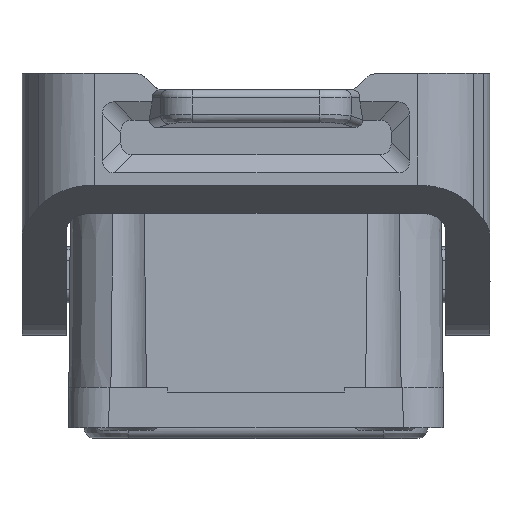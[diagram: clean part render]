
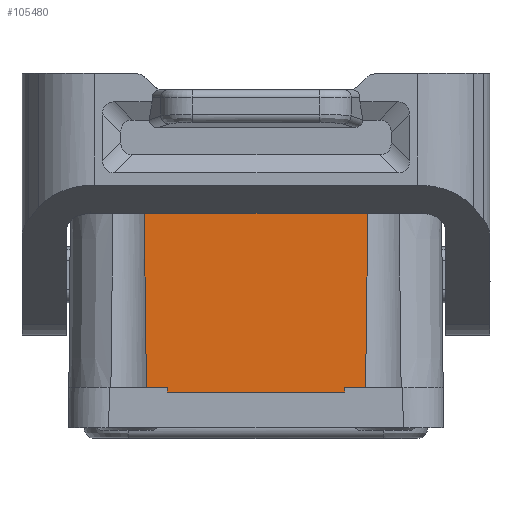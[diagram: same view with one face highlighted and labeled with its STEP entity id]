
A CAD part, left-side view. The second image highlights one B-rep face of the part: STEP entity #105480.
In plain terms, the highlighted face is planar.
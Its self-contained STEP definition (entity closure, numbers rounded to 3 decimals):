
#68930=CARTESIAN_POINT('',(11.945,1.6,11.));
#68940=VERTEX_POINT('',#68930);
#68970=CARTESIAN_POINT('',(11.959,0.,11.));
#68980=DIRECTION('',(0.009,-1.,
0.));
#68990=VECTOR('',#68980,1.);
#69000=LINE('',#68970,#68990);
#69010=CARTESIAN_POINT('',(11.951,1.,11.));
#69020=VERTEX_POINT('',#69010);
#69030=EDGE_CURVE('',#68940,#69020,#69000,.T.);
#75630=CARTESIAN_POINT('',(11.951,1.,-11.));
#75640=VERTEX_POINT('',#75630);
#75740=CARTESIAN_POINT('',(11.951,1.,0.));
#75750=DIRECTION('',(0.,0.,1.));
#75760=VECTOR('',#75750,1.);
#75770=LINE('',#75740,#75760);
#75780=EDGE_CURVE('',#75640,#69020,#75770,.T.);
#76610=CARTESIAN_POINT('',(15.253,23.6,16.));
#76620=DIRECTION('',(0.,1.,0.));
#76630=DIRECTION('',(1.,0.,0.));
#76640=AXIS2_PLACEMENT_3D('',#76610,#76620,#76630);
#76650=CYLINDRICAL_SURFACE('',#76640,4.1);
#104660=CARTESIAN_POINT('',(11.753,23.6,
0.));
#104670=DIRECTION('',(1.,0.009,
0.));
#104680=DIRECTION('',(0.,0.,-1.));
#104690=AXIS2_PLACEMENT_3D('',#104660,#104670,#104680);
#104700=PLANE('',#104690);
#104710=ORIENTED_EDGE('',*,*,#69030,.T.);
#104720=CARTESIAN_POINT('',(11.945,1.6,0.));
#104730=DIRECTION('',(0.,0.,1.));
#104740=VECTOR('',#104730,1.);
#104750=LINE('',#104720,#104740);
#104760=CARTESIAN_POINT('',(11.945,1.6,13.578))
;
#104770=VERTEX_POINT('',#104760);
#104780=EDGE_CURVE('',#68940,#104770,#104750,.T.);
#104790=ORIENTED_EDGE('',*,*,#104780,.F.);
#104800=CARTESIAN_POINT('',(11.945,1.6,
13.578));
#104810=CARTESIAN_POINT('',(11.929,3.433,
13.6));
#104820=CARTESIAN_POINT('',(11.913,5.266,
13.622));
#104830=CARTESIAN_POINT('',(11.898,7.099,
13.645));
#104840=CARTESIAN_POINT('',(11.882,8.932,
13.668));
#104850=CARTESIAN_POINT('',(11.866,10.766,
13.691));
#104860=CARTESIAN_POINT('',(11.85,12.599,
13.715));
#104870=CARTESIAN_POINT('',(11.834,14.432,
13.738));
#104880=CARTESIAN_POINT('',(11.818,16.266,
13.763));
#104890=CARTESIAN_POINT('',(11.802,18.099,
13.788));
#104900=CARTESIAN_POINT('',(11.786,19.933,
13.813));
#104910=CARTESIAN_POINT('',(11.77,21.767,
13.838));
#104920=CARTESIAN_POINT('',(11.753,23.6,
13.865));
#104930=B_SPLINE_CURVE_WITH_KNOTS('',3,(#104800,#104810,#104820,#104830,
#104840,#104850,#104860,#104870,#104880,#104890,#104900,#104910,#104920)
,.UNSPECIFIED.,.F.,.F.,(4,3,3,3,4),(0.,5.499,11.,
16.501,22.003),.UNSPECIFIED.);
#104940=SURFACE_CURVE('',#104930,(#104700,#76650),.CURVE_3D.);
#104950=CARTESIAN_POINT('',(11.753,23.6,13.865))
;
#104960=VERTEX_POINT('',#104950);
#104970=EDGE_CURVE('',#104770,#104960,#104940,.T.);
#104980=ORIENTED_EDGE('',*,*,#104970,.F.);
#104990=CARTESIAN_POINT('',(11.753,23.6,
0.));
#105000=DIRECTION('',(0.,0.,1.));
#105010=VECTOR('',#105000,1.);
#105020=LINE('',#104990,#105010);
#105030=CARTESIAN_POINT('',(11.753,23.6,
-13.865));
#105040=VERTEX_POINT('',#105030);
#105050=EDGE_CURVE('',#105040,#104960,#105020,.T.);
#105060=ORIENTED_EDGE('',*,*,#105050,.T.);
#105070=CARTESIAN_POINT('',(15.253,23.6,-16.));
#105080=DIRECTION('',(0.,1.,0.));
#105090=DIRECTION('',(1.,0.,0.));
#105100=AXIS2_PLACEMENT_3D('',#105070,#105080,#105090);
#105110=CYLINDRICAL_SURFACE('',#105100,4.1);
#105120=CARTESIAN_POINT('',(11.753,23.6,
-13.865));
#105130=CARTESIAN_POINT('',(11.77,21.767,
-13.838));
#105140=CARTESIAN_POINT('',(11.786,19.933,
-13.813));
#105150=CARTESIAN_POINT('',(11.802,18.099,
-13.788));
#105160=CARTESIAN_POINT('',(11.818,16.266,
-13.763));
#105170=CARTESIAN_POINT('',(11.834,14.432,
-13.738));
#105180=CARTESIAN_POINT('',(11.85,12.599,
-13.715));
#105190=CARTESIAN_POINT('',(11.866,10.766,
-13.691));
#105200=CARTESIAN_POINT('',(11.882,8.932,
-13.668));
#105210=CARTESIAN_POINT('',(11.898,7.099,
-13.645));
#105220=CARTESIAN_POINT('',(11.913,5.266,
-13.622));
#105230=CARTESIAN_POINT('',(11.929,3.433,
-13.6));
#105240=CARTESIAN_POINT('',(11.945,1.6,
-13.578));
#105250=B_SPLINE_CURVE_WITH_KNOTS('',3,(#105120,#105130,#105140,#105150,
#105160,#105170,#105180,#105190,#105200,#105210,#105220,#105230,#105240)
,.UNSPECIFIED.,.F.,.F.,(4,3,3,3,4),(0.,5.502,11.003
,16.503,22.003),.UNSPECIFIED.);
#105260=SURFACE_CURVE('',#105250,(#104700,#105110),.CURVE_3D.);
#105270=CARTESIAN_POINT('',(11.945,1.6,
-13.578));
#105280=VERTEX_POINT('',#105270);
#105290=EDGE_CURVE('',#105040,#105280,#105260,.T.);
#105300=ORIENTED_EDGE('',*,*,#105290,.F.);
#105310=CARTESIAN_POINT('',(11.945,1.6,0.));
#105320=DIRECTION('',(0.,0.,1.));
#105330=VECTOR('',#105320,1.);
#105340=LINE('',#105310,#105330);
#105350=CARTESIAN_POINT('',(11.945,1.6,-11.));
#105360=VERTEX_POINT('',#105350);
#105370=EDGE_CURVE('',#105280,#105360,#105340,.T.);
#105380=ORIENTED_EDGE('',*,*,#105370,.F.);
#105390=CARTESIAN_POINT('',(11.959,0.,-11.));
#105400=DIRECTION('',(0.009,-1.,
0.));
#105410=VECTOR('',#105400,1.);
#105420=LINE('',#105390,#105410);
#105430=EDGE_CURVE('',#105360,#75640,#105420,.T.);
#105440=ORIENTED_EDGE('',*,*,#105430,.F.);
#105450=ORIENTED_EDGE('',*,*,#75780,.F.);
#105460=EDGE_LOOP('',(#105450,#105440,#105380,#105300,#105060,#104980,
#104790,#104710));
#105470=FACE_OUTER_BOUND('',#105460,.T.);
#105480=ADVANCED_FACE('',(#105470),#104700,.T.);
